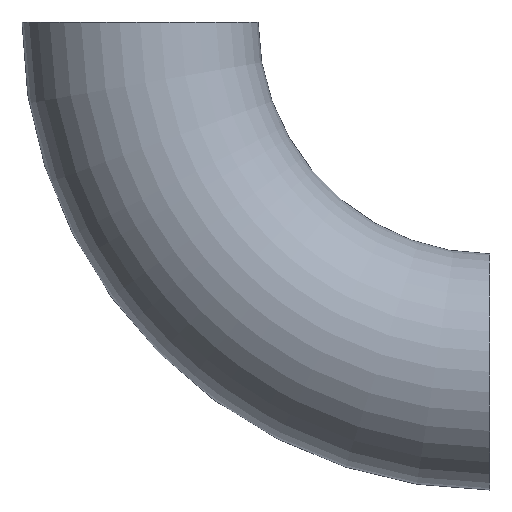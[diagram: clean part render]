
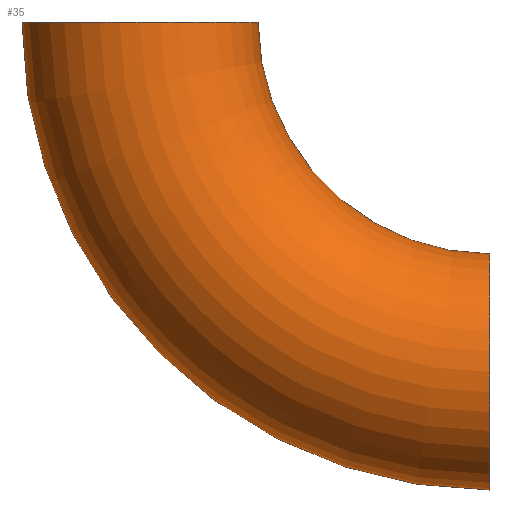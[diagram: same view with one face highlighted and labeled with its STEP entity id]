
A CAD part, front view. The second image highlights one B-rep face of the part: STEP entity #35.
In plain terms, the highlighted toroidal (fillet/blend) face has major radius 20 mm and minor radius 6.75 mm.
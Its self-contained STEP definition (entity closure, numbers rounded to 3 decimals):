
#6 = VERTEX_POINT ( 'NONE', #200 ) ;
#10 = VERTEX_POINT ( 'NONE', #100 ) ;
#14 = DIRECTION ( 'NONE',  ( 0., 0., 1. ) ) ;
#15 = TOROIDAL_SURFACE ( 'NONE', #246, 20., 6.75 ) ;
#17 = CARTESIAN_POINT ( 'NONE',  ( 0., 0., -20. ) ) ;
#19 = DIRECTION ( 'NONE',  ( 0., 0., 1. ) ) ;
#25 = CIRCLE ( 'NONE', #52, 26.75 ) ;
#30 = ORIENTED_EDGE ( 'NONE', *, *, #159, .F. ) ;
#35 = ADVANCED_FACE ( 'NONE', ( #57 ), #15, .T. ) ;
#37 = CARTESIAN_POINT ( 'NONE',  ( -20., 0., 0. ) ) ;
#39 = DIRECTION ( 'NONE',  ( 0., 0., 1. ) ) ;
#52 = AXIS2_PLACEMENT_3D ( 'NONE', #125, #232, #19 ) ;
#55 = ORIENTED_EDGE ( 'NONE', *, *, #85, .T. ) ;
#57 = FACE_OUTER_BOUND ( 'NONE', #244, .T. ) ;
#72 = AXIS2_PLACEMENT_3D ( 'NONE', #17, #211, #39 ) ;
#85 = EDGE_CURVE ( 'NONE', #6, #10, #107, .T. ) ;
#90 = CIRCLE ( 'NONE', #236, 6.75 ) ;
#93 = CARTESIAN_POINT ( 'NONE',  ( -13.25, 0., 0. ) ) ;
#100 = CARTESIAN_POINT ( 'NONE',  ( 0., 0., -13.25 ) ) ;
#102 = VERTEX_POINT ( 'NONE', #127 ) ;
#104 = ORIENTED_EDGE ( 'NONE', *, *, #126, .F. ) ;
#107 = CIRCLE ( 'NONE', #72, 6.75 ) ;
#108 = DIRECTION ( 'NONE',  ( 0., 1., 0. ) ) ;
#110 = DIRECTION ( 'NONE',  ( 1., 0., 0. ) ) ;
#125 = CARTESIAN_POINT ( 'NONE',  ( 0., 0., 0. ) ) ;
#126 = EDGE_CURVE ( 'NONE', #102, #170, #90, .T. ) ;
#127 = CARTESIAN_POINT ( 'NONE',  ( -26.75, 0., 0. ) ) ;
#153 = DIRECTION ( 'NONE',  ( 0., 0., 1. ) ) ;
#155 = CARTESIAN_POINT ( 'NONE',  ( 0., 0., 0. ) ) ;
#159 = EDGE_CURVE ( 'NONE', #6, #102, #25, .T. ) ;
#162 = AXIS2_PLACEMENT_3D ( 'NONE', #172, #248, #153 ) ;
#170 = VERTEX_POINT ( 'NONE', #93 ) ;
#172 = CARTESIAN_POINT ( 'NONE',  ( 0., 0., 0. ) ) ;
#200 = CARTESIAN_POINT ( 'NONE',  ( 0., 0., -26.75 ) ) ;
#201 = EDGE_CURVE ( 'NONE', #10, #170, #238, .T. ) ;
#211 = DIRECTION ( 'NONE',  ( -1., 0., 0. ) ) ;
#231 = DIRECTION ( 'NONE',  ( 0., 0., 1. ) ) ;
#232 = DIRECTION ( 'NONE',  ( 0., 1., 0. ) ) ;
#236 = AXIS2_PLACEMENT_3D ( 'NONE', #37, #231, #110 ) ;
#238 = CIRCLE ( 'NONE', #162, 13.25 ) ;
#241 = ORIENTED_EDGE ( 'NONE', *, *, #201, .T. ) ;
#244 = EDGE_LOOP ( 'NONE', ( #30, #55, #241, #104 ) ) ;
#246 = AXIS2_PLACEMENT_3D ( 'NONE', #155, #108, #14 ) ;
#248 = DIRECTION ( 'NONE',  ( 0., 1., 0. ) ) ;
